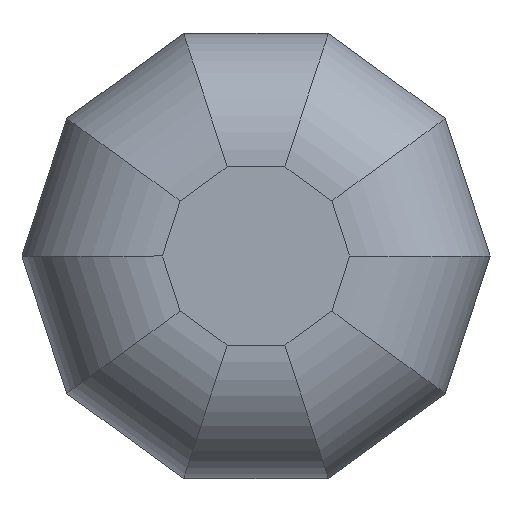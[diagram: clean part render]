
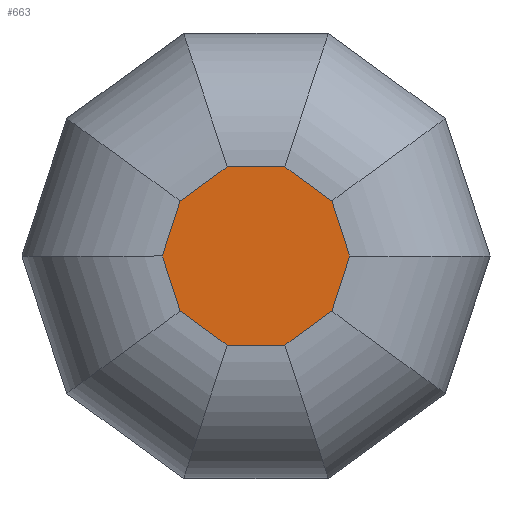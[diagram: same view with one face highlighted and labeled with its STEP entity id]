
A CAD part, left-side view. The second image highlights one B-rep face of the part: STEP entity #663.
In plain terms, the highlighted planar face has unit normal (-1, 0, 0).
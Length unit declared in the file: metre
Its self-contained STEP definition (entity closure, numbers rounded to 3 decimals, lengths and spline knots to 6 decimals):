
#70=LINE('',#1044,#138);
#72=LINE('',#1050,#140);
#74=LINE('',#1056,#142);
#76=LINE('',#1062,#144);
#78=LINE('',#1068,#146);
#80=LINE('',#1074,#148);
#82=LINE('',#1080,#150);
#84=LINE('',#1086,#152);
#86=LINE('',#1092,#154);
#88=LINE('',#1098,#156);
#138=VECTOR('',#846,1.);
#140=VECTOR('',#852,1.);
#142=VECTOR('',#858,1.);
#144=VECTOR('',#864,1.);
#146=VECTOR('',#870,1.);
#148=VECTOR('',#876,1.);
#150=VECTOR('',#882,1.);
#152=VECTOR('',#888,1.);
#154=VECTOR('',#894,1.);
#156=VECTOR('',#900,1.);
#187=PLANE('',#739);
#358=ORIENTED_EDGE('',*,*,#419,.T.);
#359=ORIENTED_EDGE('',*,*,#446,.T.);
#360=ORIENTED_EDGE('',*,*,#443,.T.);
#361=ORIENTED_EDGE('',*,*,#440,.T.);
#362=ORIENTED_EDGE('',*,*,#437,.T.);
#363=ORIENTED_EDGE('',*,*,#434,.T.);
#364=ORIENTED_EDGE('',*,*,#431,.T.);
#365=ORIENTED_EDGE('',*,*,#428,.T.);
#366=ORIENTED_EDGE('',*,*,#425,.T.);
#367=ORIENTED_EDGE('',*,*,#422,.T.);
#419=EDGE_CURVE('',#494,#492,#70,.T.);
#422=EDGE_CURVE('',#496,#494,#72,.T.);
#425=EDGE_CURVE('',#498,#496,#74,.T.);
#428=EDGE_CURVE('',#500,#498,#76,.T.);
#431=EDGE_CURVE('',#502,#500,#78,.T.);
#434=EDGE_CURVE('',#504,#502,#80,.T.);
#437=EDGE_CURVE('',#506,#504,#82,.T.);
#440=EDGE_CURVE('',#508,#506,#84,.T.);
#443=EDGE_CURVE('',#510,#508,#86,.T.);
#446=EDGE_CURVE('',#492,#510,#88,.T.);
#492=VERTEX_POINT('',#1042);
#494=VERTEX_POINT('',#1045);
#496=VERTEX_POINT('',#1051);
#498=VERTEX_POINT('',#1057);
#500=VERTEX_POINT('',#1063);
#502=VERTEX_POINT('',#1069);
#504=VERTEX_POINT('',#1075);
#506=VERTEX_POINT('',#1081);
#508=VERTEX_POINT('',#1087);
#510=VERTEX_POINT('',#1093);
#557=EDGE_LOOP('',(#358,#359,#360,#361,#362,#363,#364,#365,#366,#367));
#601=FACE_BOUND('',#557,.T.);
#663=ADVANCED_FACE('',(#601),#187,.F.);
#739=AXIS2_PLACEMENT_3D('',#1121,#934,#935);
#846=DIRECTION('',(0.,1.,0.));
#852=DIRECTION('',(0.,0.809,0.588));
#858=DIRECTION('',(0.,0.309,0.951));
#864=DIRECTION('',(0.,-0.309,0.951));
#870=DIRECTION('',(0.,-0.809,0.588));
#876=DIRECTION('',(0.,-1.,0.));
#882=DIRECTION('',(0.,-0.809,-0.588));
#888=DIRECTION('',(0.,-0.309,-0.951));
#894=DIRECTION('',(0.,0.309,-0.951));
#900=DIRECTION('',(0.,0.809,-0.588));
#934=DIRECTION('',(1.,0.,0.));
#935=DIRECTION('',(0.,1.,0.));
#1042=CARTESIAN_POINT('',(-0.1016,0.001651,0.00508));
#1044=CARTESIAN_POINT('',(-0.1016,0.,0.00508));
#1045=CARTESIAN_POINT('',(-0.1016,-0.001651,0.00508));
#1050=CARTESIAN_POINT('',(-0.1016,-0.002986,0.00411));
#1051=CARTESIAN_POINT('',(-0.1016,-0.004321,0.00314));
#1056=CARTESIAN_POINT('',(-0.1016,-0.004831,0.00157));
#1057=CARTESIAN_POINT('',(-0.1016,-0.005341,0.));
#1062=CARTESIAN_POINT('',(-0.1016,-0.004831,-0.00157));
#1063=CARTESIAN_POINT('',(-0.1016,-0.004321,-0.00314));
#1068=CARTESIAN_POINT('',(-0.1016,-0.002986,-0.00411));
#1069=CARTESIAN_POINT('',(-0.1016,-0.001651,-0.00508));
#1074=CARTESIAN_POINT('',(-0.1016,0.,-0.00508));
#1075=CARTESIAN_POINT('',(-0.1016,0.001651,-0.00508));
#1080=CARTESIAN_POINT('',(-0.1016,0.002986,-0.00411));
#1081=CARTESIAN_POINT('',(-0.1016,0.004321,-0.00314));
#1086=CARTESIAN_POINT('',(-0.1016,0.004831,-0.00157));
#1087=CARTESIAN_POINT('',(-0.1016,0.005341,0.));
#1092=CARTESIAN_POINT('',(-0.1016,0.004831,0.00157));
#1093=CARTESIAN_POINT('',(-0.1016,0.004321,0.00314));
#1098=CARTESIAN_POINT('',(-0.1016,0.002986,0.00411));
#1121=CARTESIAN_POINT('',(-0.1016,0.,0.));
